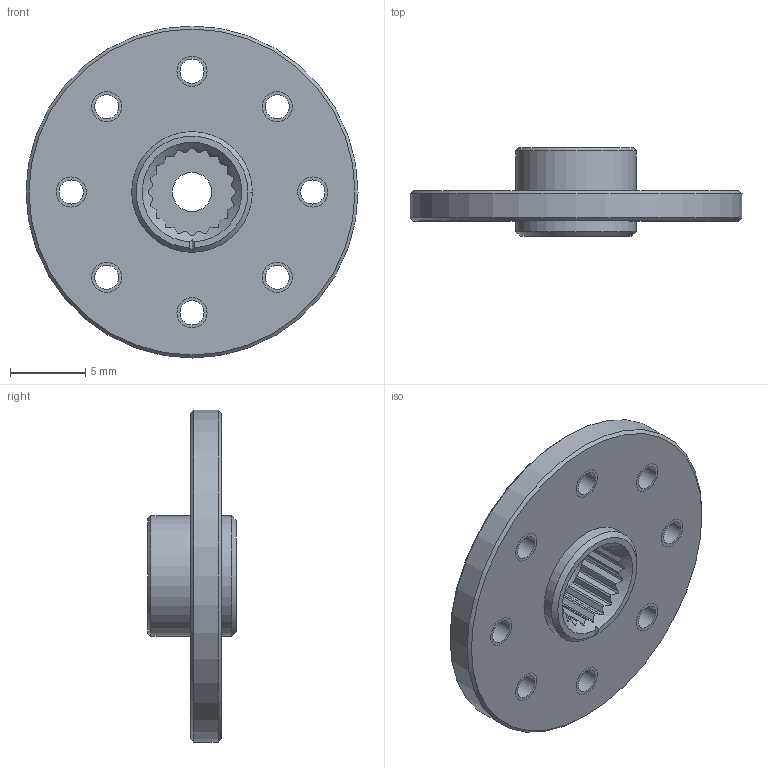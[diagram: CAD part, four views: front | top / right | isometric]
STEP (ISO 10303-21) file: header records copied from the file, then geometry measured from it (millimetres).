
FILE_DESCRIPTION(/* description */ (''),/* implementation_level */ '2;1');
FILE_NAME(/* name */ '5034a1a3-9d60-4f32-bcb7-9d37431705d2.zip.stp',/* time_stamp */ '2017-09-04T07:53:43+00:00',/* author */ (''),/* organization */ (''),/* preprocessor_version */ 'ST-DEVELOPER v16.13',/* originating_system */ 'Autodesk Translation Framework v6.1.1.50',/* authorisation */ '');
FILE_SCHEMA (('AUTOMOTIVE_DESIGN { 1 0 10303 214 3 1 1 }'));
Length unit declared in the file: millimetre
Products named in the file (1): HN07-N101 v1
Bounding box: 22 x 5.85 x 22 mm (x, y, z)
Volume: 787.1 mm3; surface area: 1209.4 mm2
Topology: 1 solids, 9 shells, 127 faces, 357 edges, 234 vertices
Faces by surface type: cylinder 61, plane 47, cone 19
Full cylindrical faces by diameter (mm): 1.6 x8, 2 x8, 2.6 x1, 6 x1, 8 x2, 22 x1
Entity records: 4415 total; most frequent: CARTESIAN_POINT 1423, ORIENTED_EDGE 604, DIRECTION 551, EDGE_CURVE 310, AXIS2_PLACEMENT_3D 233, VERTEX_POINT 225, EDGE_LOOP 185, FACE_OUTER_BOUND 127
